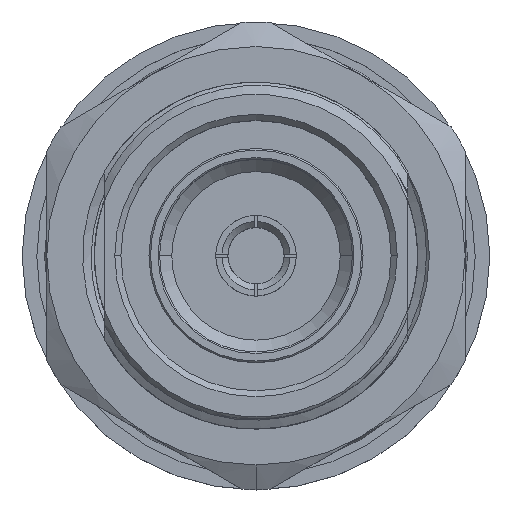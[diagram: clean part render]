
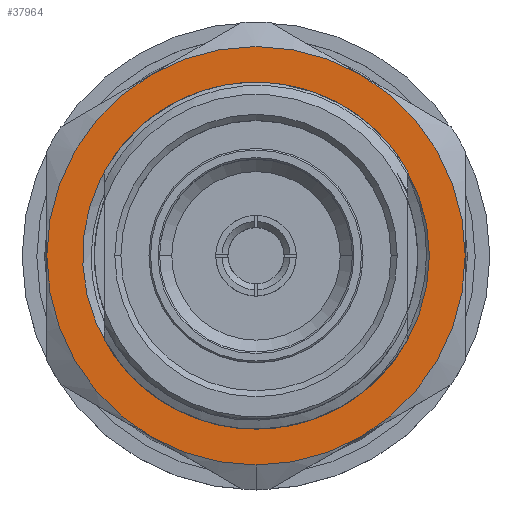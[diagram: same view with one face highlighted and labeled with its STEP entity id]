
A CAD part, top view. The second image highlights one B-rep face of the part: STEP entity #37964.
In plain terms, the highlighted planar face has unit normal (0, 0, 1).
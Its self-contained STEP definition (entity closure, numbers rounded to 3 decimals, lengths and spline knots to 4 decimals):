
#508 = CARTESIAN_POINT ( 'NONE',  ( 0., 0., -0.3334 ) ) ;
#1314 = CIRCLE ( 'NONE', #25238, 0.689 ) ;
#2253 = CIRCLE ( 'NONE', #39047, 0.5709 ) ;
#3100 = DIRECTION ( 'NONE',  ( 0., -1., 0. ) ) ;
#3802 = VERTEX_POINT ( 'NONE', #41016 ) ;
#4350 = CARTESIAN_POINT ( 'NONE',  ( 0., 0., -0.3334 ) ) ;
#4795 = DIRECTION ( 'NONE',  ( 0., -1., 0. ) ) ;
#4816 = VERTEX_POINT ( 'NONE', #22241 ) ;
#6145 = DIRECTION ( 'NONE',  ( 0., 0., 1. ) ) ;
#7590 = PLANE ( 'NONE',  #11646 ) ;
#8098 = DIRECTION ( 'NONE',  ( 0., 0., 1. ) ) ;
#8232 = CIRCLE ( 'NONE', #12700, 0.689 ) ;
#8487 = CIRCLE ( 'NONE', #22404, 0.689 ) ;
#8993 = DIRECTION ( 'NONE',  ( 0., 0., 1. ) ) ;
#9154 = DIRECTION ( 'NONE',  ( 0., 0., 1. ) ) ;
#9709 = CARTESIAN_POINT ( 'NONE',  ( 0., 0., -0.3334 ) ) ;
#11646 = AXIS2_PLACEMENT_3D ( 'NONE', #13430, #60836, #33981 ) ;
#12032 = EDGE_CURVE ( 'NONE', #57182, #61564, #2253, .T. ) ;
#12700 = AXIS2_PLACEMENT_3D ( 'NONE', #51537, #8098, #45450 ) ;
#13430 = CARTESIAN_POINT ( 'NONE',  ( -0.689, 0.3978, -0.3334 ) ) ;
#13913 = ORIENTED_EDGE ( 'NONE', *, *, #46909, .T. ) ;
#17229 = CIRCLE ( 'NONE', #64620, 0.5709 ) ;
#17921 = EDGE_CURVE ( 'NONE', #61564, #20025, #17229, .T. ) ;
#18425 = EDGE_CURVE ( 'NONE', #49498, #4816, #1314, .T. ) ;
#18655 = ORIENTED_EDGE ( 'NONE', *, *, #19525, .T. ) ;
#18892 = CIRCLE ( 'NONE', #51653, 0.689 ) ;
#19525 = EDGE_CURVE ( 'NONE', #36813, #49498, #18892, .T. ) ;
#20025 = VERTEX_POINT ( 'NONE', #52610 ) ;
#20458 = DIRECTION ( 'NONE',  ( 0., -1., 0. ) ) ;
#21819 = ORIENTED_EDGE ( 'NONE', *, *, #37072, .T. ) ;
#22220 = DIRECTION ( 'NONE',  ( 0., 0., 1. ) ) ;
#22241 = CARTESIAN_POINT ( 'NONE',  ( 0.3445, 0.5967, -0.3334 ) ) ;
#22404 = AXIS2_PLACEMENT_3D ( 'NONE', #62243, #67648, #20458 ) ;
#22698 = DIRECTION ( 'NONE',  ( 0., -1., 0. ) ) ;
#23611 = EDGE_CURVE ( 'NONE', #43682, #36813, #30468, .T. ) ;
#23933 = AXIS2_PLACEMENT_3D ( 'NONE', #9709, #26284, #4795 ) ;
#24660 = CARTESIAN_POINT ( 'NONE',  ( 0.3445, -0.5967, -0.3334 ) ) ;
#25238 = AXIS2_PLACEMENT_3D ( 'NONE', #68041, #9154, #3100 ) ;
#26284 = DIRECTION ( 'NONE',  ( 0., 0., 1. ) ) ;
#27578 = DIRECTION ( 'NONE',  ( 0., -1., 0. ) ) ;
#28107 = ORIENTED_EDGE ( 'NONE', *, *, #23611, .T. ) ;
#28419 = AXIS2_PLACEMENT_3D ( 'NONE', #30247, #8993, #51980 ) ;
#30247 = CARTESIAN_POINT ( 'NONE',  ( 0., 0., -0.3334 ) ) ;
#30468 = CIRCLE ( 'NONE', #28419, 0.689 ) ;
#31740 = CARTESIAN_POINT ( 'NONE',  ( -0.4037, 0.4037, -0.3334 ) ) ;
#33641 = ORIENTED_EDGE ( 'NONE', *, *, #17921, .F. ) ;
#33981 = DIRECTION ( 'NONE',  ( 0., -1., 0. ) ) ;
#34801 = CIRCLE ( 'NONE', #62901, 0.5709 ) ;
#36813 = VERTEX_POINT ( 'NONE', #24660 ) ;
#36909 = FACE_BOUND ( 'NONE', #59123, .T. ) ;
#37072 = EDGE_CURVE ( 'NONE', #4816, #3802, #8487, .T. ) ;
#37860 = DIRECTION ( 'NONE',  ( 0., 0., 1. ) ) ;
#37964 = ADVANCED_FACE ( 'NONE', ( #36909, #38563 ), #7590, .T. ) ;
#38563 = FACE_OUTER_BOUND ( 'NONE', #54008, .T. ) ;
#39037 = DIRECTION ( 'NONE',  ( 0., -1., 0. ) ) ;
#39047 = AXIS2_PLACEMENT_3D ( 'NONE', #54259, #6145, #39079 ) ;
#39065 = VERTEX_POINT ( 'NONE', #42551 ) ;
#39079 = DIRECTION ( 'NONE',  ( 0., -1., 0. ) ) ;
#39623 = ORIENTED_EDGE ( 'NONE', *, *, #12032, .F. ) ;
#40116 = ORIENTED_EDGE ( 'NONE', *, *, #55745, .T. ) ;
#40890 = CARTESIAN_POINT ( 'NONE',  ( 0., 0.5709, -0.3334 ) ) ;
#41016 = CARTESIAN_POINT ( 'NONE',  ( -0.3445, 0.5967, -0.3334 ) ) ;
#41718 = CARTESIAN_POINT ( 'NONE',  ( 0.689, 0., -0.3334 ) ) ;
#41937 = DIRECTION ( 'NONE',  ( 0., -1., 0. ) ) ;
#42551 = CARTESIAN_POINT ( 'NONE',  ( -0.689, 0., -0.3334 ) ) ;
#43204 = CARTESIAN_POINT ( 'NONE',  ( 0., 0., -0.3334 ) ) ;
#43682 = VERTEX_POINT ( 'NONE', #54547 ) ;
#45450 = DIRECTION ( 'NONE',  ( 0., -1., 0. ) ) ;
#46909 = EDGE_CURVE ( 'NONE', #3802, #39065, #65191, .T. ) ;
#47130 = CARTESIAN_POINT ( 'NONE',  ( -0.3445, -0.5967, -0.3334 ) ) ;
#47774 = DIRECTION ( 'NONE',  ( 0., 0., 1. ) ) ;
#47962 = AXIS2_PLACEMENT_3D ( 'NONE', #55157, #54203, #22698 ) ;
#48889 = ORIENTED_EDGE ( 'NONE', *, *, #50923, .T. ) ;
#49498 = VERTEX_POINT ( 'NONE', #41718 ) ;
#50923 = EDGE_CURVE ( 'NONE', #56391, #43682, #8232, .T. ) ;
#51537 = CARTESIAN_POINT ( 'NONE',  ( 0., 0., -0.3334 ) ) ;
#51653 = AXIS2_PLACEMENT_3D ( 'NONE', #43204, #22220, #27578 ) ;
#51980 = DIRECTION ( 'NONE',  ( 0., -1., 0. ) ) ;
#52610 = CARTESIAN_POINT ( 'NONE',  ( 0., -0.5709, -0.3334 ) ) ;
#54008 = EDGE_LOOP ( 'NONE', ( #48889, #28107, #18655, #57993, #21819, #13913, #40116 ) ) ;
#54203 = DIRECTION ( 'NONE',  ( 0., 0., 1. ) ) ;
#54259 = CARTESIAN_POINT ( 'NONE',  ( 0., 0., -0.3334 ) ) ;
#54547 = CARTESIAN_POINT ( 'NONE',  ( 0., -0.689, -0.3334 ) ) ;
#55157 = CARTESIAN_POINT ( 'NONE',  ( 0., 0., -0.3334 ) ) ;
#55162 = ORIENTED_EDGE ( 'NONE', *, *, #60948, .F. ) ;
#55745 = EDGE_CURVE ( 'NONE', #39065, #56391, #64964, .T. ) ;
#56391 = VERTEX_POINT ( 'NONE', #47130 ) ;
#57182 = VERTEX_POINT ( 'NONE', #40890 ) ;
#57993 = ORIENTED_EDGE ( 'NONE', *, *, #18425, .T. ) ;
#59123 = EDGE_LOOP ( 'NONE', ( #33641, #39623, #55162 ) ) ;
#60836 = DIRECTION ( 'NONE',  ( 0., 0., 1. ) ) ;
#60948 = EDGE_CURVE ( 'NONE', #20025, #57182, #34801, .T. ) ;
#61564 = VERTEX_POINT ( 'NONE', #31740 ) ;
#62243 = CARTESIAN_POINT ( 'NONE',  ( 0., 0., -0.3334 ) ) ;
#62901 = AXIS2_PLACEMENT_3D ( 'NONE', #4350, #47774, #41937 ) ;
#64620 = AXIS2_PLACEMENT_3D ( 'NONE', #508, #37860, #39037 ) ;
#64964 = CIRCLE ( 'NONE', #23933, 0.689 ) ;
#65191 = CIRCLE ( 'NONE', #47962, 0.689 ) ;
#67648 = DIRECTION ( 'NONE',  ( 0., 0., 1. ) ) ;
#68041 = CARTESIAN_POINT ( 'NONE',  ( 0., 0., -0.3334 ) ) ;
